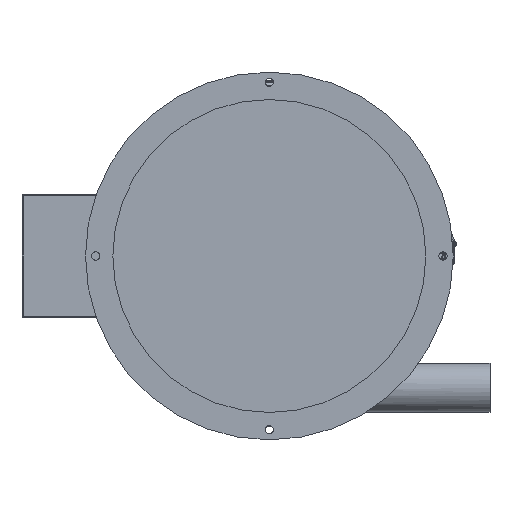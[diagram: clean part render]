
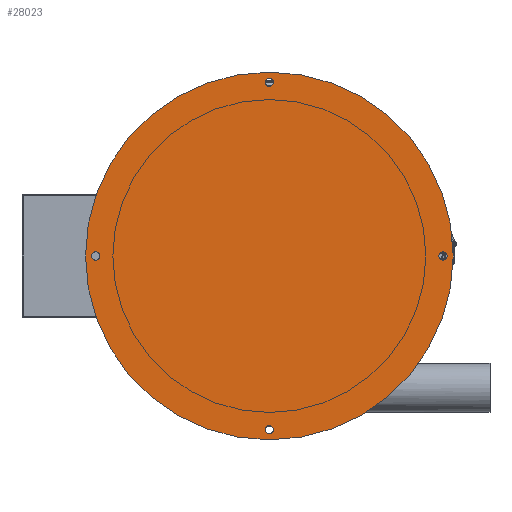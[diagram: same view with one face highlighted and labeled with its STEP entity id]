
A CAD part, front view. The second image highlights one B-rep face of the part: STEP entity #28023.
In plain terms, the highlighted planar face has unit normal (0, -1, 0).
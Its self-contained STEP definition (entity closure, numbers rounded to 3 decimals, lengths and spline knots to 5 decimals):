
#2122=FACE_BOUND('',#6711,.T.);
#2123=FACE_BOUND('',#6712,.T.);
#2124=FACE_BOUND('',#6713,.T.);
#2125=FACE_BOUND('',#6714,.T.);
#3977=FACE_OUTER_BOUND('',#6710,.T.);
#6710=EDGE_LOOP('',(#24569,#24570));
#6711=EDGE_LOOP('',(#24571,#24572));
#6712=EDGE_LOOP('',(#24573,#24574));
#6713=EDGE_LOOP('',(#24575,#24576));
#6714=EDGE_LOOP('',(#24577,#24578));
#8809=CIRCLE('',#31986,0.005);
#8810=CIRCLE('',#31987,0.005);
#8812=CIRCLE('',#31990,0.005);
#8813=CIRCLE('',#31991,0.005);
#8815=CIRCLE('',#31994,0.005);
#8816=CIRCLE('',#31995,0.005);
#8818=CIRCLE('',#31998,0.005);
#8819=CIRCLE('',#31999,0.005);
#8824=CIRCLE('',#32007,0.225);
#8825=CIRCLE('',#32008,0.225);
#13900=VERTEX_POINT('',#52268);
#13901=VERTEX_POINT('',#52270);
#13903=VERTEX_POINT('',#52276);
#13904=VERTEX_POINT('',#52278);
#13906=VERTEX_POINT('',#52284);
#13907=VERTEX_POINT('',#52286);
#13909=VERTEX_POINT('',#52292);
#13910=VERTEX_POINT('',#52294);
#13915=VERTEX_POINT('',#52308);
#13916=VERTEX_POINT('',#52309);
#17491=EDGE_CURVE('',#13901,#13900,#8809,.T.);
#17492=EDGE_CURVE('',#13900,#13901,#8810,.T.);
#17495=EDGE_CURVE('',#13904,#13903,#8812,.T.);
#17496=EDGE_CURVE('',#13903,#13904,#8813,.T.);
#17499=EDGE_CURVE('',#13907,#13906,#8815,.T.);
#17500=EDGE_CURVE('',#13906,#13907,#8816,.T.);
#17503=EDGE_CURVE('',#13910,#13909,#8818,.T.);
#17504=EDGE_CURVE('',#13909,#13910,#8819,.T.);
#17509=EDGE_CURVE('',#13915,#13916,#8824,.T.);
#17510=EDGE_CURVE('',#13916,#13915,#8825,.T.);
#24569=ORIENTED_EDGE('',*,*,#17509,.T.);
#24570=ORIENTED_EDGE('',*,*,#17510,.T.);
#24571=ORIENTED_EDGE('',*,*,#17491,.T.);
#24572=ORIENTED_EDGE('',*,*,#17492,.T.);
#24573=ORIENTED_EDGE('',*,*,#17495,.T.);
#24574=ORIENTED_EDGE('',*,*,#17496,.T.);
#24575=ORIENTED_EDGE('',*,*,#17499,.T.);
#24576=ORIENTED_EDGE('',*,*,#17500,.T.);
#24577=ORIENTED_EDGE('',*,*,#17503,.T.);
#24578=ORIENTED_EDGE('',*,*,#17504,.T.);
#26125=PLANE('',#32009);
#28023=ADVANCED_FACE('',(#3977,#2122,#2123,#2124,#2125),#26125,.T.);
#31986=AXIS2_PLACEMENT_3D('',#52271,#41069,#41070);
#31987=AXIS2_PLACEMENT_3D('',#52272,#41071,#41072);
#31990=AXIS2_PLACEMENT_3D('',#52279,#41078,#41079);
#31991=AXIS2_PLACEMENT_3D('',#52280,#41080,#41081);
#31994=AXIS2_PLACEMENT_3D('',#52287,#41087,#41088);
#31995=AXIS2_PLACEMENT_3D('',#52288,#41089,#41090);
#31998=AXIS2_PLACEMENT_3D('',#52295,#41096,#41097);
#31999=AXIS2_PLACEMENT_3D('',#52296,#41098,#41099);
#32007=AXIS2_PLACEMENT_3D('',#52310,#41114,#41115);
#32008=AXIS2_PLACEMENT_3D('',#52311,#41116,#41117);
#32009=AXIS2_PLACEMENT_3D('',#52313,#41119,#41120);
#41069=DIRECTION('center_axis',(0.,1.,0.));
#41070=DIRECTION('ref_axis',(0.,0.,
-1.));
#41071=DIRECTION('center_axis',(0.,1.,0.));
#41072=DIRECTION('ref_axis',(0.,0.,
-1.));
#41078=DIRECTION('center_axis',(0.,1.,0.));
#41079=DIRECTION('ref_axis',(1.,0.,0.));
#41080=DIRECTION('center_axis',(0.,1.,0.));
#41081=DIRECTION('ref_axis',(1.,0.,0.));
#41087=DIRECTION('center_axis',(0.,1.,0.));
#41088=DIRECTION('ref_axis',(0.,0.,
1.));
#41089=DIRECTION('center_axis',(0.,1.,0.));
#41090=DIRECTION('ref_axis',(0.,0.,
1.));
#41096=DIRECTION('center_axis',(0.,1.,0.));
#41097=DIRECTION('ref_axis',(-1.,0.,0.));
#41098=DIRECTION('center_axis',(0.,1.,0.));
#41099=DIRECTION('ref_axis',(-1.,0.,0.));
#41114=DIRECTION('center_axis',(0.,-1.,0.));
#41115=DIRECTION('ref_axis',(-1.,0.,0.));
#41116=DIRECTION('center_axis',(0.,-1.,0.));
#41117=DIRECTION('ref_axis',(-1.,0.,0.));
#41119=DIRECTION('center_axis',(0.,-1.,0.));
#41120=DIRECTION('ref_axis',(0.,0.,
1.));
#52268=CARTESIAN_POINT('',(0.2125,0.,0.005));
#52270=CARTESIAN_POINT('',(0.2125,0.,-0.005));
#52271=CARTESIAN_POINT('Origin',(0.2125,0.,
0.));
#52272=CARTESIAN_POINT('Origin',(0.2125,0.,
0.));
#52276=CARTESIAN_POINT('',(-0.005,0.,0.2125));
#52278=CARTESIAN_POINT('',(0.005,0.,0.2125));
#52279=CARTESIAN_POINT('Origin',(0.,0.,
0.2125));
#52280=CARTESIAN_POINT('Origin',(0.,0.,
0.2125));
#52284=CARTESIAN_POINT('',(-0.2125,0.,-0.005));
#52286=CARTESIAN_POINT('',(-0.2125,0.,0.005));
#52287=CARTESIAN_POINT('Origin',(-0.2125,0.,
0.));
#52288=CARTESIAN_POINT('Origin',(-0.2125,0.,
0.));
#52292=CARTESIAN_POINT('',(0.005,0.,-0.2125));
#52294=CARTESIAN_POINT('',(-0.005,0.,-0.2125));
#52295=CARTESIAN_POINT('Origin',(0.,0.,
-0.2125));
#52296=CARTESIAN_POINT('Origin',(0.,0.,
-0.2125));
#52308=CARTESIAN_POINT('',(-0.225,0.,0.));
#52309=CARTESIAN_POINT('',(0.225,0.,0.));
#52310=CARTESIAN_POINT('Origin',(0.,0.,
0.));
#52311=CARTESIAN_POINT('Origin',(0.,0.,
0.));
#52313=CARTESIAN_POINT('Origin',(-0.2075,0.,
0.));
